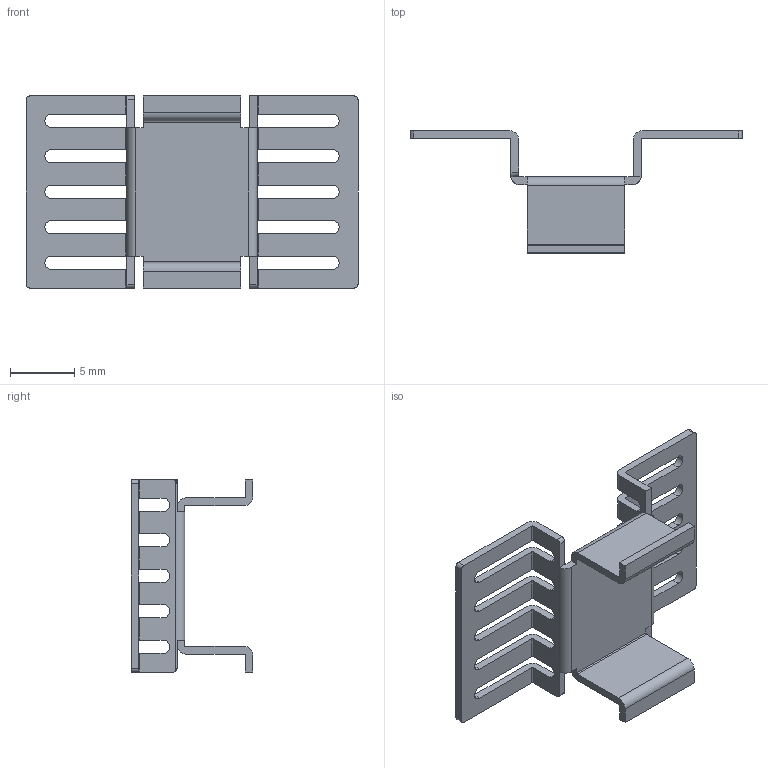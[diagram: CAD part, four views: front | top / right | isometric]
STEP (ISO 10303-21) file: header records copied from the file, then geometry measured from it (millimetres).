
FILE_DESCRIPTION (( 'STEP AP214' ), '1' );
FILE_NAME ('User Library-HS_7106.STEP', '2021-06-18T22:09:51', ( '' ), ( '' ), 'SwSTEP 2.0', 'SolidWorks 2021', '' );
FILE_SCHEMA (( 'AUTOMOTIVE_DESIGN' ));
Length unit declared in the file: millimetre
Products named in the file (1): User Library-HS_7106
Bounding box: 25.91 x 9.52 x 14.99 mm (x, y, z)
Volume: 273.7 mm3; surface area: 1110.9 mm2
Topology: 1 solids, 1 shells, 161 faces, 537 edges, 358 vertices
Faces by surface type: cylinder 83, plane 78
Entity records: 7744 total; most frequent: CARTESIAN_POINT 1093, ORIENTED_EDGE 1074, DIRECTION 1011, EDGE_CURVE 537, VECTOR 363, LINE 363, VERTEX_POINT 358, AXIS2_PLACEMENT_3D 324
